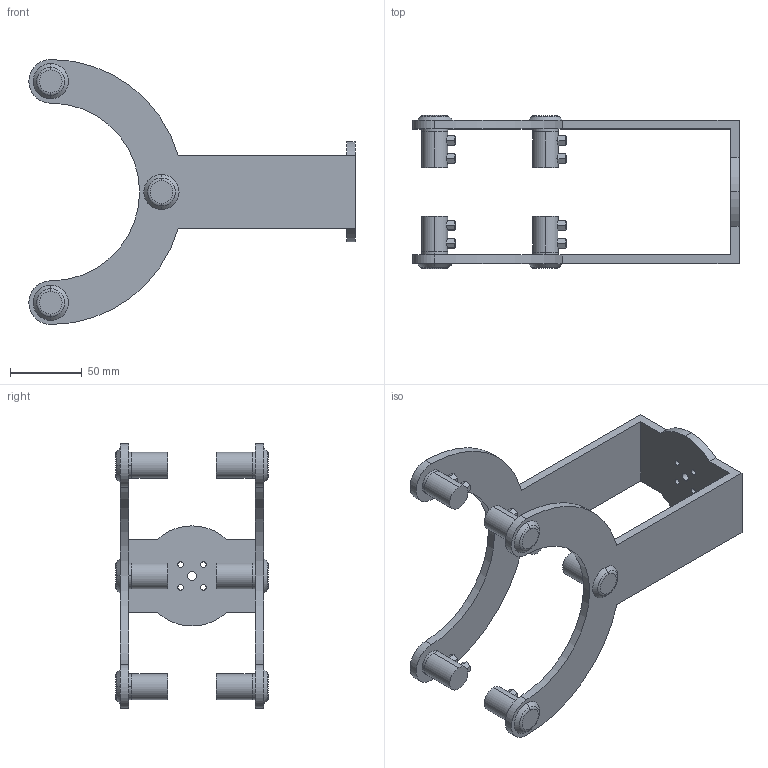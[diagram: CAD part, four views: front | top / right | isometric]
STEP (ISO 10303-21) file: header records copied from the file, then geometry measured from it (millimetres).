
FILE_DESCRIPTION (( 'STEP AP214' ), '1' );
FILE_NAME ('Garra - Torno Aula - Dupla.STEP', '2024-11-05T20:17:44', ( '' ), ( '' ), 'SwSTEP 2.0', 'SolidWorks 2024', '' );
FILE_SCHEMA (( 'AUTOMOTIVE_DESIGN' ));
Length unit declared in the file: inch
Products named in the file (4): Garra-torno-pneumatica; Garra - Torno Aula - Dupla; Garra-torno-partamarela; Garra-torno-dupla
Assembly tree (13 placements, depth 2):
  Garra - Torno Aula - Dupla
    Garra-torno-dupla
    Garra-torno-partamarela  x6
    Garra-torno-pneumatica  x6
Bounding box: 227.68 x 106.55 x 185.03 mm (x, y, z)
Volume: 251398.6 mm3; surface area: 99916.2 mm2
Topology: 13 solids, 13 shells, 315 faces, 693 edges, 434 vertices
Faces by surface type: plane 124, cylinder 119, torus 60, cone 12
Entity records: 3072 total; most frequent: CARTESIAN_POINT 609, DIRECTION 537, ORIENTED_EDGE 446, EDGE_CURVE 223, AXIS2_PLACEMENT_3D 220, VERTEX_POINT 144, EDGE_LOOP 117, CIRCLE 114
